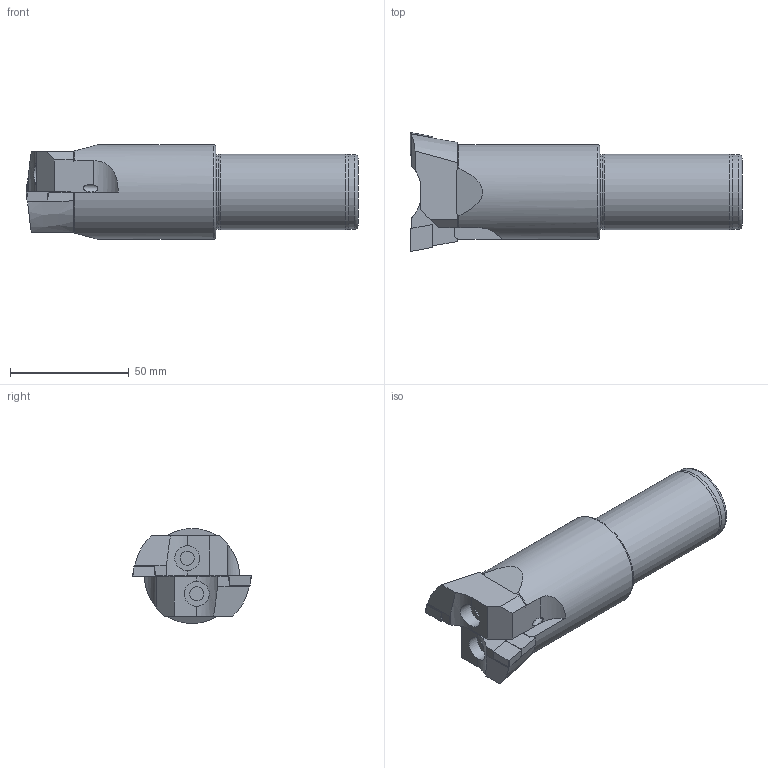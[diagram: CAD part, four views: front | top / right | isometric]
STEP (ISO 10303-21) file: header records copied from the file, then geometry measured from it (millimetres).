
FILE_DESCRIPTION(/* description */ (''),/* implementation_level */ '2;1');
FILE_NAME(/* name */ 'ABHR-D50x68-W32-L140-CC09.stp',/* time_stamp */ '2023-10-12T20:15:11+03:00',/* author */ (''),/* organization */ (''),/* preprocessor_version */ 'ST-DEVELOPER v19.4',/* originating_system */ 'SIEMENS PLM Software NX2306.3001',/* authorisation */ '');
FILE_SCHEMA (('AP203_CONFIGURATION_CONTROLLED_3D_DESIGN_OF_MECHANICAL_PARTS_AND_ASSEMBLIES_MIM_LF { 1 0 10303 403 2 1 2}'));
Length unit declared in the file: millimetre
Products named in the file (1): model1
Bounding box: 140 x 50.01 x 40 mm (x, y, z)
Volume: 139111.8 mm3; surface area: 20702.3 mm2
Topology: 3 solids, 3 shells, 95 faces, 264 edges, 168 vertices
Faces by surface type: plane 57, cone 21, cylinder 14, torus 3
Full cylindrical faces by diameter (mm): 3.2 x2, 6 x2, 10.5 x2, 31.5 x2, 32 x1, 40 x1
Entity records: 3665 total; most frequent: CARTESIAN_POINT 648, ORIENTED_EDGE 458, DIRECTION 456, EDGE_CURVE 229, VERTEX_POINT 161, AXIS2_PLACEMENT_3D 161, LINE 134, VECTOR 134
